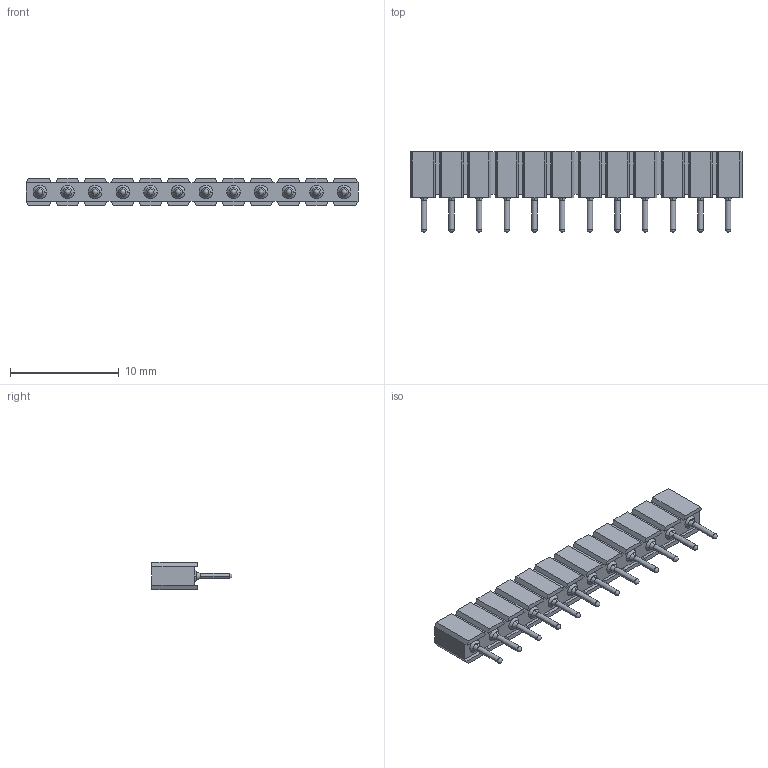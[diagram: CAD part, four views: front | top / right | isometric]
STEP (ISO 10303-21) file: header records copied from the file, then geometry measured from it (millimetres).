
FILE_DESCRIPTION(('STEP AP214'),'1');
FILE_NAME(' ',' ',('TraceParts'),('TraceParts S.A.'),'XStep 1.0',' ',' ');
FILE_SCHEMA(('automotive_design'));
Length unit declared in the file: millimetre
Products named in the file (1): 1
Bounding box: 30.48 x 7.37 x 2.54 mm (x, y, z)
Volume: 262.9 mm3; surface area: 756.2 mm2
Topology: 1 solids, 1 shells, 542 faces, 1296 edges, 756 vertices
Faces by surface type: cone 240, plane 170, cylinder 96, torus 24, sphere 12
Entity records: 29588 total; most frequent: DIRECTION 2862, CARTESIAN_POINT 2547, STYLED_ITEM 2546, PRESENTATION_STYLE_ASSIGNMENT 2546, COLOUR_RGB 2546, ORIENTED_EDGE 2496, EDGE_CURVE 1248, CURVE_STYLE 1248
